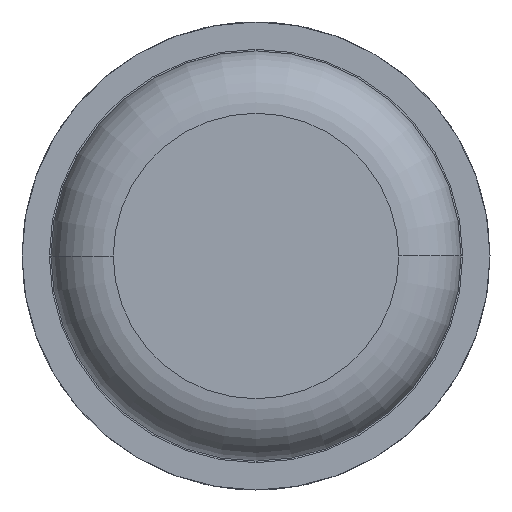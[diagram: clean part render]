
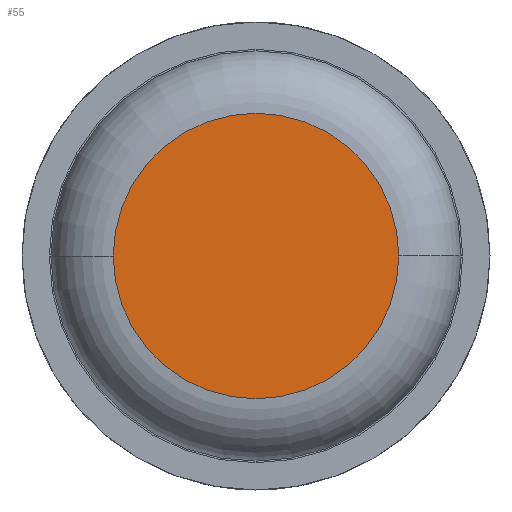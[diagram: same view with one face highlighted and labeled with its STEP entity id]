
A CAD part, front view. The second image highlights one B-rep face of the part: STEP entity #55.
In plain terms, the highlighted planar face has unit normal (0, -1, 0).
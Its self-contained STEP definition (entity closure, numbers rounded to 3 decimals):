
#4 = AXIS2_PLACEMENT_3D ( 'NONE', #2662, #5072, #3906 ) ;
#55 = ADVANCED_FACE ( 'Defeature ausgef�hrt1_6', ( #3106 ), #2638, .F. ) ;
#217 = ORIENTED_EDGE ( 'NONE', *, *, #4343, .T. ) ;
#1488 = EDGE_LOOP ( 'NONE', ( #217, #2844 ) ) ;
#1726 = DIRECTION ( 'NONE',  ( -1., 0., 0. ) ) ;
#1919 = CARTESIAN_POINT ( 'NONE',  ( -0.915, 0., 0. ) ) ;
#2638 = PLANE ( 'NONE',  #4814 ) ;
#2662 = CARTESIAN_POINT ( 'NONE',  ( 0., 0., 0. ) ) ;
#2844 = ORIENTED_EDGE ( 'NONE', *, *, #3471, .T. ) ;
#3032 = DIRECTION ( 'NONE',  ( -1., 0., 0. ) ) ;
#3080 = CARTESIAN_POINT ( 'NONE',  ( 0., 0., 0. ) ) ;
#3106 = FACE_OUTER_BOUND ( 'NONE', #1488, .T. ) ;
#3186 = VERTEX_POINT ( 'NONE', #4189 ) ;
#3471 = EDGE_CURVE ( 'Defeature ausgef�hrt1_6+Defeature ausgef�hrt1_7+Defeature ausgef�hrt1_7+Defeature ausgef�hrt1_7', #3186, #4012, #4329, .T. ) ;
#3769 = DIRECTION ( 'NONE',  ( 0., -1., 0. ) ) ;
#3884 = DIRECTION ( 'NONE',  ( 0., 1., 0. ) ) ;
#3906 = DIRECTION ( 'NONE',  ( -1., 0., 0. ) ) ;
#4012 = VERTEX_POINT ( 'NONE', #1919 ) ;
#4107 = CARTESIAN_POINT ( 'NONE',  ( 0., 0., 0. ) ) ;
#4189 = CARTESIAN_POINT ( 'NONE',  ( 0.915, 0., 0. ) ) ;
#4329 = CIRCLE ( 'NONE', #4607, 0.915 ) ;
#4343 = EDGE_CURVE ( 'Defeature ausgef�hrt1_6+Defeature ausgef�hrt1_7+Defeature ausgef�hrt1_7+Defeature ausgef�hrt1_7', #4012, #3186, #4697, .T. ) ;
#4607 = AXIS2_PLACEMENT_3D ( 'NONE', #4107, #3769, #1726 ) ;
#4697 = CIRCLE ( 'NONE', #4, 0.915 ) ;
#4814 = AXIS2_PLACEMENT_3D ( 'NONE', #3080, #3884, #3032 ) ;
#5072 = DIRECTION ( 'NONE',  ( 0., -1., 0. ) ) ;
